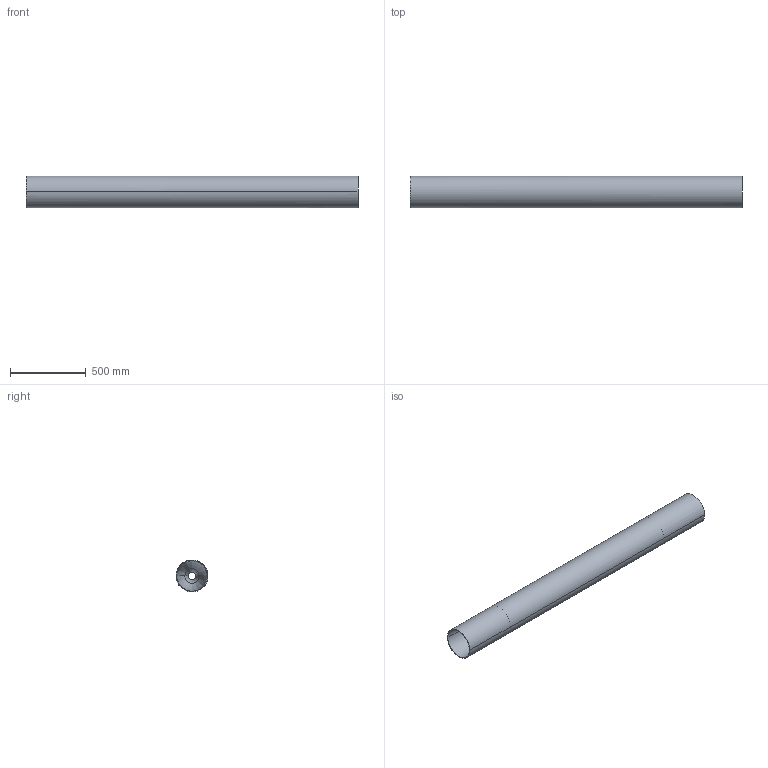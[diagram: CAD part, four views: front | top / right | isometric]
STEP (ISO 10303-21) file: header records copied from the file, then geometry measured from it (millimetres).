
FILE_DESCRIPTION(('ANSA STEP Exchange Structure File'),'2;1');
FILE_NAME('x.step','2024-09-06T14:38',('A29728'),('none'),'ANSA 23.0.0','ANSA 23.0.0 AP214','none');
FILE_SCHEMA(('AUTOMOTIVE_DESIGN { 1 0 10303 214 1 1 1 1 }'));
Length unit declared in the file: millimetre
Products named in the file (1): A50532_BULP_1.PRT
Bounding box: 2186.5 x 210 x 210 mm (x, y, z)
Surface area: 2345248.1 mm2 (no closed solid volume)
Topology: 0 solids, 1 shells, 18 faces, 36 edges, 20 vertices
Faces by surface type: bspline 10, cylinder 8
Entity records: 1756 total; most frequent: CARTESIAN_POINT 1463, ORIENTED_EDGE 72, B_SPLINE_CURVE_WITH_KNOTS 36, EDGE_CURVE 36, VERTEX_POINT 20, EDGE_LOOP 20, DIRECTION 18, FACE_OUTER_BOUND 18
